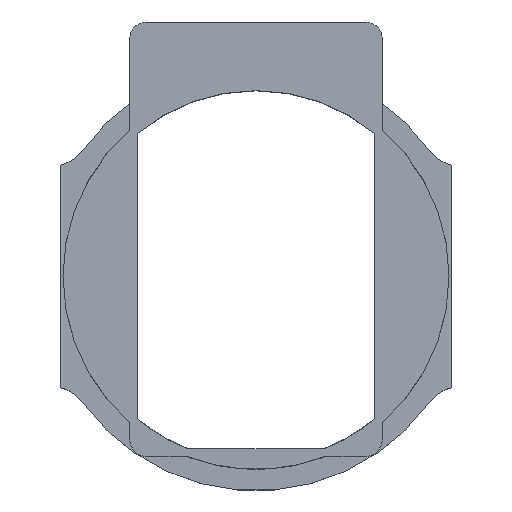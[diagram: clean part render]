
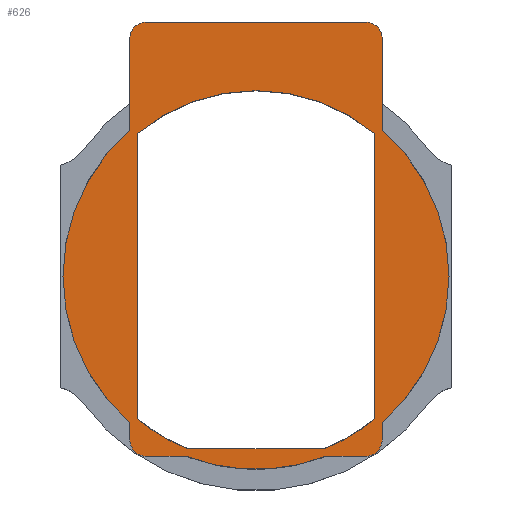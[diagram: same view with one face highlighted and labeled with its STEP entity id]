
A CAD part, top view. The second image highlights one B-rep face of the part: STEP entity #626.
In plain terms, the highlighted planar face has unit normal (0, 0, 1).
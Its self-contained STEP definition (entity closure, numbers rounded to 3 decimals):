
#17=FACE_BOUND('',#134,.T.);
#41=CIRCLE('',#690,100.);
#42=CIRCLE('',#691,100.);
#43=CIRCLE('',#692,100.);
#44=CIRCLE('',#697,9.);
#45=CIRCLE('',#700,104.);
#47=CIRCLE('',#702,104.);
#48=CIRCLE('',#703,104.);
#49=CIRCLE('',#704,104.);
#51=CIRCLE('',#708,9.);
#52=CIRCLE('',#712,9.);
#53=CIRCLE('',#715,9.);
#98=FACE_OUTER_BOUND('',#133,.T.);
#133=EDGE_LOOP('',(#552,#553,#554,#555,#556,#557,#558,#559,#560,#561,#562,
#563,#564,#565,#566));
#134=EDGE_LOOP('',(#567,#568,#569,#570,#571,#572));
#156=LINE('',#1011,#210);
#163=LINE('',#1027,#217);
#164=LINE('',#1029,#218);
#166=LINE('',#1034,#220);
#169=LINE('',#1042,#223);
#177=LINE('',#1066,#231);
#181=LINE('',#1076,#235);
#182=LINE('',#1079,#236);
#185=LINE('',#1087,#239);
#188=LINE('',#1094,#242);
#210=VECTOR('',#820,10.);
#217=VECTOR('',#837,10.);
#218=VECTOR('',#840,10.);
#220=VECTOR('',#844,10.);
#223=VECTOR('',#853,10.);
#231=VECTOR('',#875,10.);
#235=VECTOR('',#887,10.);
#236=VECTOR('',#890,10.);
#239=VECTOR('',#899,10.);
#242=VECTOR('',#908,10.);
#278=VERTEX_POINT('',#1008);
#279=VERTEX_POINT('',#1010);
#280=VERTEX_POINT('',#1014);
#281=VERTEX_POINT('',#1017);
#282=VERTEX_POINT('',#1019);
#283=VERTEX_POINT('',#1023);
#284=VERTEX_POINT('',#1031);
#285=VERTEX_POINT('',#1033);
#286=VERTEX_POINT('',#1037);
#287=VERTEX_POINT('',#1041);
#288=VERTEX_POINT('',#1045);
#291=VERTEX_POINT('',#1051);
#292=VERTEX_POINT('',#1053);
#293=VERTEX_POINT('',#1056);
#294=VERTEX_POINT('',#1058);
#296=VERTEX_POINT('',#1065);
#298=VERTEX_POINT('',#1071);
#299=VERTEX_POINT('',#1078);
#300=VERTEX_POINT('',#1082);
#301=VERTEX_POINT('',#1086);
#302=VERTEX_POINT('',#1090);
#347=EDGE_CURVE('',#279,#278,#156,.T.);
#349=EDGE_CURVE('',#280,#279,#41,.T.);
#352=EDGE_CURVE('',#282,#281,#42,.T.);
#356=EDGE_CURVE('',#278,#283,#43,.T.);
#357=EDGE_CURVE('',#281,#280,#163,.T.);
#358=EDGE_CURVE('',#283,#282,#164,.T.);
#360=EDGE_CURVE('',#285,#284,#166,.T.);
#362=EDGE_CURVE('',#286,#285,#44,.T.);
#364=EDGE_CURVE('',#287,#286,#169,.T.);
#366=EDGE_CURVE('',#288,#287,#45,.T.);
#370=EDGE_CURVE('',#292,#291,#47,.T.);
#373=EDGE_CURVE('',#294,#293,#48,.T.);
#375=EDGE_CURVE('',#284,#294,#49,.T.);
#377=EDGE_CURVE('',#296,#288,#177,.T.);
#380=EDGE_CURVE('',#298,#296,#51,.T.);
#383=EDGE_CURVE('',#291,#298,#181,.T.);
#384=EDGE_CURVE('',#299,#292,#182,.T.);
#386=EDGE_CURVE('',#300,#299,#52,.T.);
#388=EDGE_CURVE('',#301,#300,#185,.T.);
#390=EDGE_CURVE('',#302,#301,#53,.T.);
#392=EDGE_CURVE('',#293,#302,#188,.T.);
#552=ORIENTED_EDGE('',*,*,#392,.T.);
#553=ORIENTED_EDGE('',*,*,#390,.T.);
#554=ORIENTED_EDGE('',*,*,#388,.T.);
#555=ORIENTED_EDGE('',*,*,#386,.T.);
#556=ORIENTED_EDGE('',*,*,#384,.T.);
#557=ORIENTED_EDGE('',*,*,#370,.T.);
#558=ORIENTED_EDGE('',*,*,#383,.T.);
#559=ORIENTED_EDGE('',*,*,#380,.T.);
#560=ORIENTED_EDGE('',*,*,#377,.T.);
#561=ORIENTED_EDGE('',*,*,#366,.T.);
#562=ORIENTED_EDGE('',*,*,#364,.T.);
#563=ORIENTED_EDGE('',*,*,#362,.T.);
#564=ORIENTED_EDGE('',*,*,#360,.T.);
#565=ORIENTED_EDGE('',*,*,#375,.T.);
#566=ORIENTED_EDGE('',*,*,#373,.T.);
#567=ORIENTED_EDGE('',*,*,#356,.T.);
#568=ORIENTED_EDGE('',*,*,#358,.T.);
#569=ORIENTED_EDGE('',*,*,#352,.T.);
#570=ORIENTED_EDGE('',*,*,#357,.T.);
#571=ORIENTED_EDGE('',*,*,#349,.T.);
#572=ORIENTED_EDGE('',*,*,#347,.T.);
#593=PLANE('',#718);
#626=ADVANCED_FACE('',(#98,#17),#593,.F.);
#690=AXIS2_PLACEMENT_3D('',#1015,#824,#825);
#691=AXIS2_PLACEMENT_3D('',#1020,#828,#829);
#692=AXIS2_PLACEMENT_3D('',#1025,#833,#834);
#697=AXIS2_PLACEMENT_3D('',#1038,#848,#849);
#700=AXIS2_PLACEMENT_3D('',#1046,#857,#858);
#702=AXIS2_PLACEMENT_3D('',#1054,#863,#864);
#703=AXIS2_PLACEMENT_3D('',#1059,#867,#868);
#704=AXIS2_PLACEMENT_3D('',#1061,#870,#871);
#708=AXIS2_PLACEMENT_3D('',#1072,#881,#882);
#712=AXIS2_PLACEMENT_3D('',#1083,#894,#895);
#715=AXIS2_PLACEMENT_3D('',#1091,#903,#904);
#718=AXIS2_PLACEMENT_3D('',#1096,#911,#912);
#820=DIRECTION('',(-1.,0.,0.));
#824=DIRECTION('center_axis',(0.,0.,-1.));
#825=DIRECTION('ref_axis',(1.,0.,0.));
#828=DIRECTION('center_axis',(0.,0.,-1.));
#829=DIRECTION('ref_axis',(1.,0.,0.));
#833=DIRECTION('center_axis',(0.,0.,-1.));
#834=DIRECTION('ref_axis',(1.,0.,0.));
#837=DIRECTION('',(0.,-1.,0.));
#840=DIRECTION('',(0.,1.,0.));
#844=DIRECTION('',(0.,1.,0.));
#848=DIRECTION('center_axis',(0.,0.,1.));
#849=DIRECTION('ref_axis',(1.,0.,0.));
#853=DIRECTION('',(1.,0.,0.));
#857=DIRECTION('center_axis',(0.,0.,1.));
#858=DIRECTION('ref_axis',(-1.,0.,0.));
#863=DIRECTION('center_axis',(0.,0.,1.));
#864=DIRECTION('ref_axis',(-1.,0.,0.));
#867=DIRECTION('center_axis',(0.,0.,1.));
#868=DIRECTION('ref_axis',(-1.,0.,0.));
#870=DIRECTION('center_axis',(0.,0.,1.));
#871=DIRECTION('ref_axis',(-1.,0.,0.));
#875=DIRECTION('',(1.,0.,0.));
#881=DIRECTION('center_axis',(0.,0.,1.));
#882=DIRECTION('ref_axis',(0.,-1.,0.));
#887=DIRECTION('',(0.,-1.,0.));
#890=DIRECTION('',(0.,-1.,0.));
#894=DIRECTION('center_axis',(0.,0.,1.));
#895=DIRECTION('ref_axis',(-1.,0.,0.));
#899=DIRECTION('',(-1.,0.,0.));
#903=DIRECTION('center_axis',(0.,0.,1.));
#904=DIRECTION('ref_axis',(0.,1.,0.));
#908=DIRECTION('',(0.,1.,0.));
#911=DIRECTION('center_axis',(0.,0.,-1.));
#912=DIRECTION('ref_axis',(-1.,0.,0.));
#1008=CARTESIAN_POINT('',(-36.756,-113.,-100.));
#1010=CARTESIAN_POINT('',(36.756,-113.,-100.));
#1011=CARTESIAN_POINT('',(-59.,-113.,-100.));
#1014=CARTESIAN_POINT('',(64.,-96.837,-100.));
#1015=CARTESIAN_POINT('Origin',(0.,-20.,-100.));
#1017=CARTESIAN_POINT('',(64.,56.837,-100.));
#1019=CARTESIAN_POINT('',(-64.,56.837,-100.));
#1020=CARTESIAN_POINT('Origin',(0.,-20.,-100.));
#1023=CARTESIAN_POINT('',(-64.,-96.837,-100.));
#1025=CARTESIAN_POINT('Origin',(0.,-20.,-100.));
#1027=CARTESIAN_POINT('',(64.,-108.,-100.));
#1029=CARTESIAN_POINT('',(-64.,108.,-100.));
#1031=CARTESIAN_POINT('',(68.,-98.689,-100.));
#1033=CARTESIAN_POINT('',(68.,-108.,-100.));
#1034=CARTESIAN_POINT('',(68.,108.,-100.));
#1037=CARTESIAN_POINT('',(59.,-117.,-100.));
#1038=CARTESIAN_POINT('Origin',(59.,-108.,-100.));
#1041=CARTESIAN_POINT('',(37.51,-117.,-100.));
#1042=CARTESIAN_POINT('',(59.,-117.,-100.));
#1045=CARTESIAN_POINT('',(-37.51,-117.,-100.));
#1046=CARTESIAN_POINT('Origin',(0.,-20.,-100.));
#1051=CARTESIAN_POINT('',(-68.,-98.689,-100.));
#1053=CARTESIAN_POINT('',(-68.,58.689,-100.));
#1054=CARTESIAN_POINT('Origin',(0.,-20.,-100.));
#1056=CARTESIAN_POINT('',(68.,58.689,-100.));
#1058=CARTESIAN_POINT('',(104.,-20.,-100.));
#1059=CARTESIAN_POINT('Origin',(0.,-20.,-100.));
#1061=CARTESIAN_POINT('Origin',(0.,-20.,-100.));
#1065=CARTESIAN_POINT('',(-59.,-117.,-100.));
#1066=CARTESIAN_POINT('',(59.,-117.,-100.));
#1071=CARTESIAN_POINT('',(-68.,-108.,-100.));
#1072=CARTESIAN_POINT('Origin',(-59.,-108.,-100.));
#1076=CARTESIAN_POINT('',(-68.,-108.,-100.));
#1078=CARTESIAN_POINT('',(-68.,108.,-100.));
#1079=CARTESIAN_POINT('',(-68.,-108.,-100.));
#1082=CARTESIAN_POINT('',(-59.,117.,-100.));
#1083=CARTESIAN_POINT('Origin',(-59.,108.,-100.));
#1086=CARTESIAN_POINT('',(59.,117.,-100.));
#1087=CARTESIAN_POINT('',(-59.,117.,-100.));
#1090=CARTESIAN_POINT('',(68.,108.,-100.));
#1091=CARTESIAN_POINT('Origin',(59.,108.,-100.));
#1094=CARTESIAN_POINT('',(68.,108.,-100.));
#1096=CARTESIAN_POINT('Origin',(0.,-3.5,-100.));
